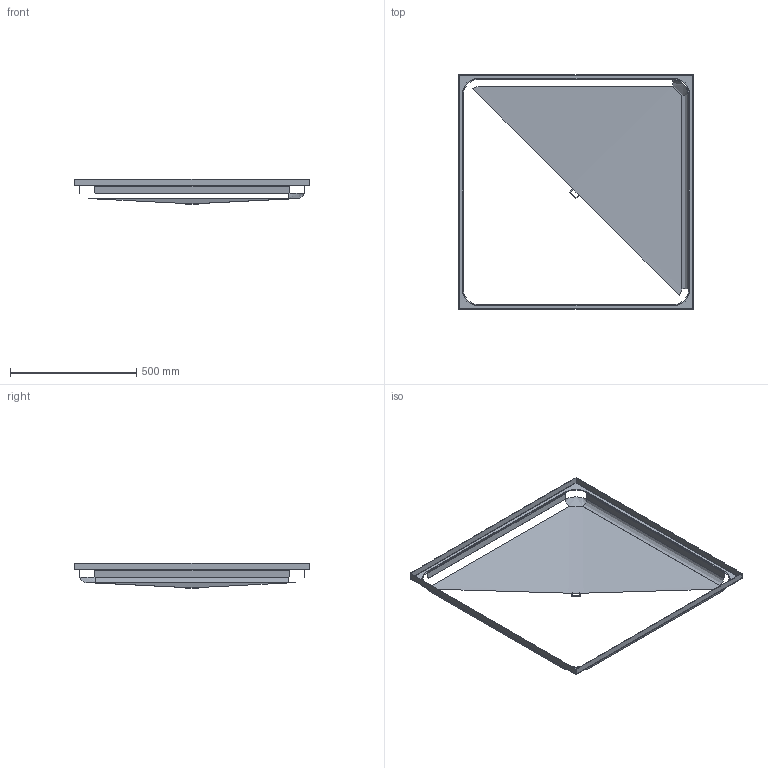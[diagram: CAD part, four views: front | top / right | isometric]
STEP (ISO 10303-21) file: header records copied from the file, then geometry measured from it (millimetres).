
FILE_DESCRIPTION( ( 'Unknown' ), '1' );
FILE_NAME( '041 H4 Shower Tray.stp', 'Unknown', ( 'Unknown' ), ( 'Unknown' ), 'XStep 1.0', 'Unknown', ' ' );
FILE_SCHEMA( ( 'automotive_design' ) );
Length unit declared in the file: millimetre
Products named in the file (1): 1
Bounding box: 930 x 930 x 99.9 mm (x, y, z)
Surface area: 46319731.7 mm2
Topology: 1 solids, 1 shells, 125 faces, 293 edges, 181 vertices
Faces by surface type: cylinder 57, plane 36, bspline 26, offset 4, cone 2
Full cylindrical faces by diameter (mm): 1 x4, 2 x7, 3 x4, 9 x4, 10 x4, 40 x1, 48.2 x4, 49 x4, 49.2 x3, 50 x4, 120.2 x4, 121 x4, 121.2 x4, 122 x4
Entity records: 71733 total; most frequent: CARTESIAN_POINT 67982, ORIENTED_EDGE 586, DIRECTION 532, EDGE_CURVE 293, AXIS2_PLACEMENT_3D 204, VERTEX_POINT 181, EDGE_LOOP 138, FACE_OUTER_BOUND 128
